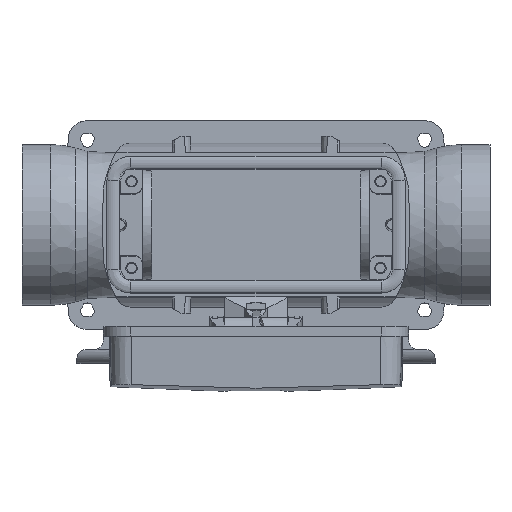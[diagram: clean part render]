
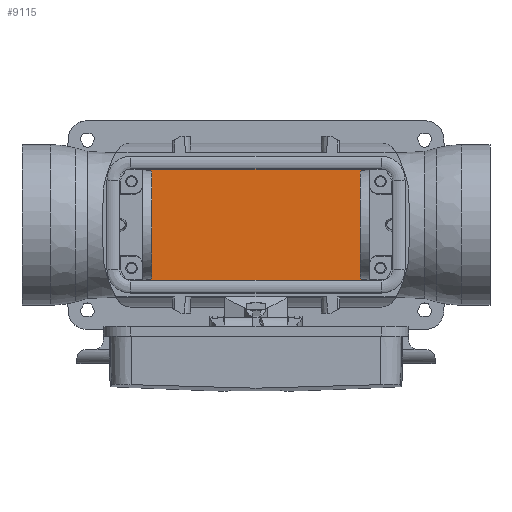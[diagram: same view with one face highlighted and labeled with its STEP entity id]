
A CAD part, top view. The second image highlights one B-rep face of the part: STEP entity #9115.
In plain terms, the highlighted planar face has unit normal (0, 0, 1).
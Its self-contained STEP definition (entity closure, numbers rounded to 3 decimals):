
#122=PLANE('',#28857);
#9115=ADVANCED_FACE('',(#9990),#122,.F.);
#9990=FACE_OUTER_BOUND('',#10699,.T.);
#10699=EDGE_LOOP('',(#16637,#16638,#16639,#16640));
#12080=LINE('',#37077,#14234);
#12081=LINE('',#37080,#14235);
#12082=LINE('',#37082,#14236);
#12083=LINE('',#37084,#14237);
#14234=VECTOR('',#31023,1.);
#14235=VECTOR('',#31024,1.);
#14236=VECTOR('',#31025,1.);
#14237=VECTOR('',#31026,1.);
#16637=ORIENTED_EDGE('',*,*,#23743,.F.);
#16638=ORIENTED_EDGE('',*,*,#23744,.T.);
#16639=ORIENTED_EDGE('',*,*,#23745,.F.);
#16640=ORIENTED_EDGE('',*,*,#23746,.T.);
#20615=VERTEX_POINT('',#37078);
#20616=VERTEX_POINT('',#37079);
#20617=VERTEX_POINT('',#37081);
#20618=VERTEX_POINT('',#37083);
#23743=EDGE_CURVE('',#20615,#20616,#12080,.T.);
#23744=EDGE_CURVE('',#20615,#20617,#12081,.T.);
#23745=EDGE_CURVE('',#20618,#20617,#12082,.T.);
#23746=EDGE_CURVE('',#20618,#20616,#12083,.T.);
#28857=AXIS2_PLACEMENT_3D('',#37085,#31027,#31028);
#31023=DIRECTION('',(0.,-1.,0.));
#31024=DIRECTION('',(-1.,0.,0.));
#31025=DIRECTION('',(0.,1.,0.));
#31026=DIRECTION('',(1.,0.,0.));
#31027=DIRECTION('',(0.,0.,-1.));
#31028=DIRECTION('',(-1.,0.,0.));
#37077=CARTESIAN_POINT('',(35.238,0.,-70.2));
#37078=CARTESIAN_POINT('',(35.238,17.425,-70.2));
#37079=CARTESIAN_POINT('',(35.238,-17.425,-70.2));
#37080=CARTESIAN_POINT('',(0.,17.425,-70.2));
#37081=CARTESIAN_POINT('',(-35.238,17.425,-70.2));
#37082=CARTESIAN_POINT('',(-35.238,-13.649,-70.2));
#37083=CARTESIAN_POINT('',(-35.238,-17.425,-70.2));
#37084=CARTESIAN_POINT('',(0.,-17.425,-70.2));
#37085=CARTESIAN_POINT('',(0.,0.,-70.2));
